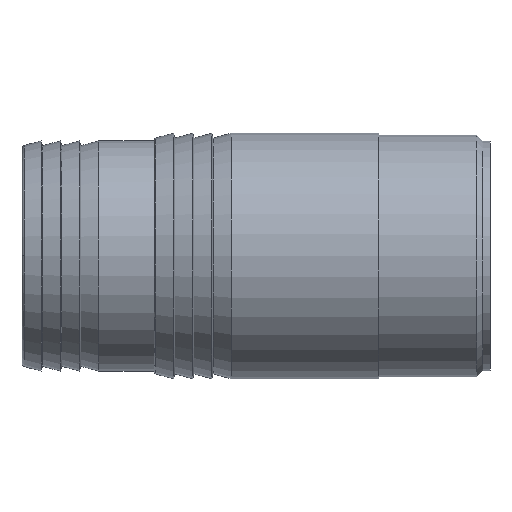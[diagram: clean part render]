
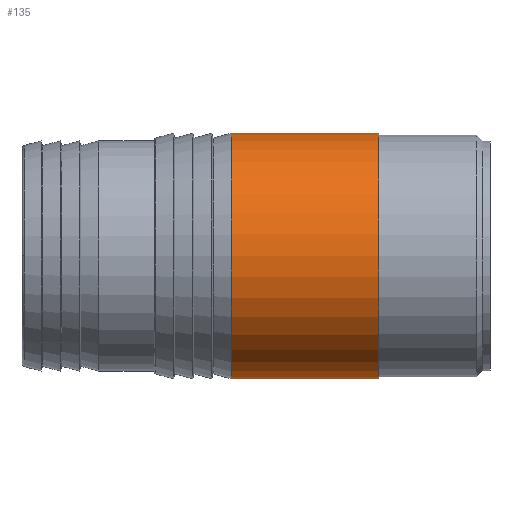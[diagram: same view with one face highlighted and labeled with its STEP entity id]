
A CAD part, top view. The second image highlights one B-rep face of the part: STEP entity #135.
In plain terms, the highlighted cylindrical face has radius 32 mm (diameter 64 mm), a partial arc.
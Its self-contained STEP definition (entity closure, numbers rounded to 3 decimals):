
#135=ADVANCED_FACE('',(#283),#284,.T.);
#283=FACE_OUTER_BOUND('',#445,.T.);
#284=CYLINDRICAL_SURFACE('',#446,32.0);
#445=EDGE_LOOP('',(#764,#765,#766,#767));
#446=AXIS2_PLACEMENT_3D('',#768,#769,#770);
#764=ORIENTED_EDGE('',*,*,#1006,.T.);
#765=ORIENTED_EDGE('',*,*,#1063,.F.);
#766=ORIENTED_EDGE('',*,*,#1007,.T.);
#767=ORIENTED_EDGE('',*,*,#1064,.T.);
#768=CARTESIAN_POINT('',(12.75,0.0,0.0));
#769=DIRECTION('',(-1.0,0.,0.0));
#770=DIRECTION('',(0.,-1.0,0.0));
#1006=EDGE_CURVE('',#1196,#1203,#1204,.T.);
#1007=EDGE_CURVE('',#1205,#1199,#1206,.T.);
#1063=EDGE_CURVE('',#1205,#1203,#1286,.T.);
#1064=EDGE_CURVE('',#1199,#1196,#1287,.T.);
#1196=VERTEX_POINT('',#1445);
#1199=VERTEX_POINT('',#1449);
#1203=VERTEX_POINT('',#1454);
#1204=LINE('',#1455,#1456);
#1205=VERTEX_POINT('',#1457);
#1206=LINE('',#1458,#1459);
#1286=CIRCLE('',#1549,32.0);
#1287=CIRCLE('',#1550,32.0);
#1445=CARTESIAN_POINT('',(-6.5,-32.0,0.));
#1449=CARTESIAN_POINT('',(-6.5,32.0,0.));
#1454=CARTESIAN_POINT('',(32.0,-32.0,0.));
#1455=CARTESIAN_POINT('',(12.75,-32.0,0.));
#1456=VECTOR('',#1702,1.0);
#1457=CARTESIAN_POINT('',(32.0,32.0,0.));
#1458=CARTESIAN_POINT('',(12.75,32.0,0.));
#1459=VECTOR('',#1703,1.0);
#1549=AXIS2_PLACEMENT_3D('',#1804,#1805,#1806);
#1550=AXIS2_PLACEMENT_3D('',#1807,#1808,#1809);
#1702=DIRECTION('',(1.0,0.,-0.0));
#1703=DIRECTION('',(-1.0,0.,-0.0));
#1804=CARTESIAN_POINT('',(32.0,0.0,0.0));
#1805=DIRECTION('',(1.0,0.0,0.0));
#1806=DIRECTION('',(0.0,-1.0,0.0));
#1807=CARTESIAN_POINT('',(-6.5,0.0,0.0));
#1808=DIRECTION('',(1.0,0.0,0.0));
#1809=DIRECTION('',(0.0,-1.0,0.0));
